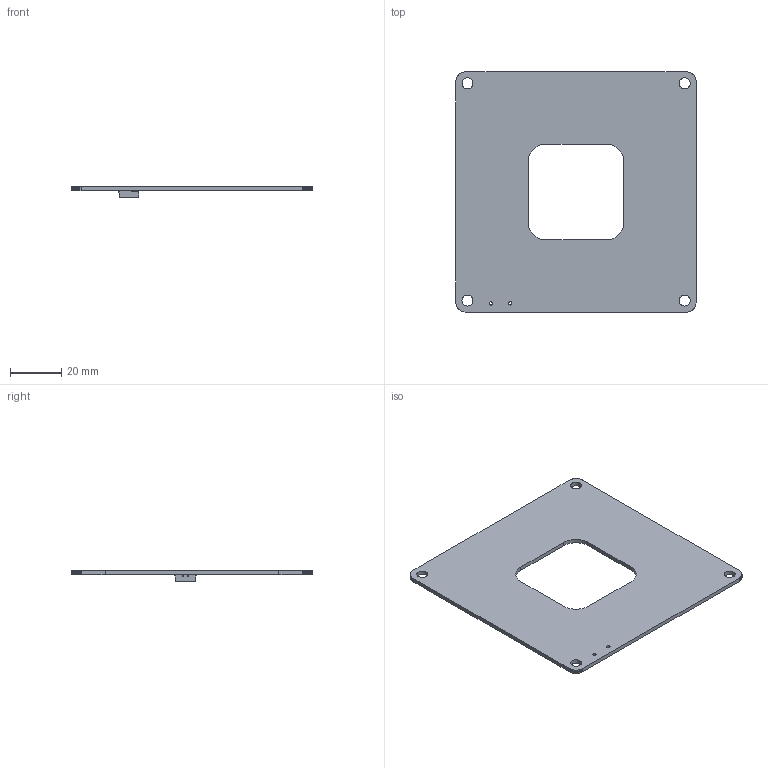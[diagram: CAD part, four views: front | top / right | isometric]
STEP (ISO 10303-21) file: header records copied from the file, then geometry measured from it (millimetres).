
FILE_DESCRIPTION(('KiCad electronic assembly'),'2;1');
FILE_NAME('New_Z_universal_coil_RoughDraft.STEP','2024-11-19T22:11:05',( 'Pcbnew'),('Kicad'),'Open CASCADE STEP processor 7.7', 'KiCad to STEP converter','Unknown');
FILE_SCHEMA(('AUTOMOTIVE_DESIGN { 1 0 10303 214 1 1 1 1 }'));
Length unit declared in the file: millimetre
Products named in the file (4): New_Z_universal_coil_RoughDraft 1; 205338-0002; (Unsaved); Coil_Pannel_Z_PCB
Assembly tree (3 placements, depth 3):
  New_Z_universal_coil_RoughDraft 1
    205338-0002
      (Unsaved)
    Coil_Pannel_Z_PCB
Bounding box: 93.99 x 93.99 x 4.25 mm (x, y, z)
Volume: 11916.1 mm3; surface area: 16032.8 mm2
Topology: 2 solids, 2 shells, 236 faces, 713 edges, 472 vertices
Faces by surface type: plane 210, cylinder 26
Full cylindrical faces by diameter (mm): 1.3 x2, 4.3 x4
Entity records: 8005 total; most frequent: ORIENTED_EDGE 1426, CARTESIAN_POINT 1425, DIRECTION 1247, EDGE_CURVE 713, LINE 659, VECTOR 659, VERTEX_POINT 472, AXIS2_PLACEMENT_3D 294
